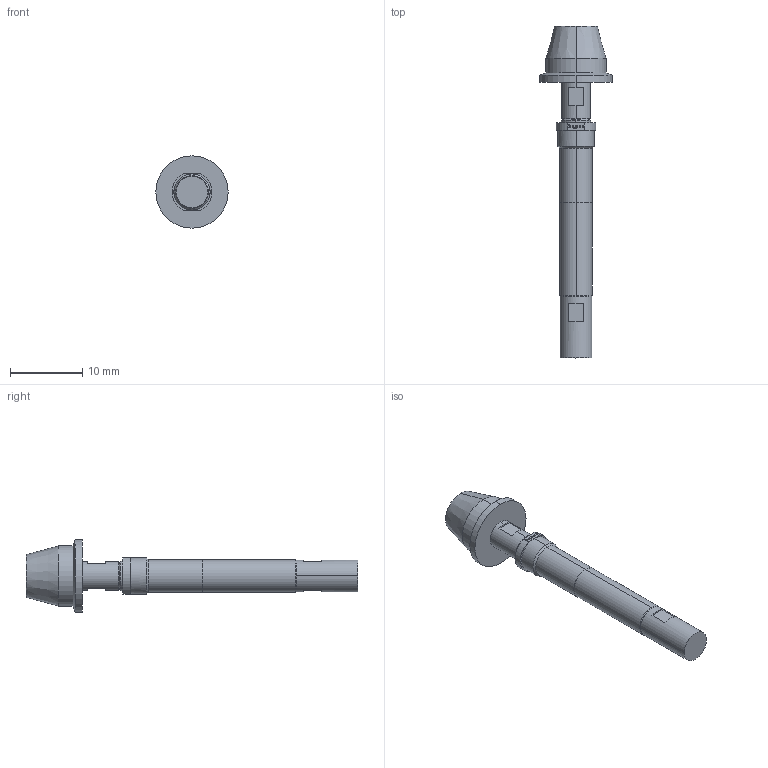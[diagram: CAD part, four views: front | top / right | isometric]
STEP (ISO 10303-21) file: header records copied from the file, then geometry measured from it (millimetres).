
FILE_DESCRIPTION (( 'STEP AP203' ), '1' );
FILE_NAME ('INGUN_HFS-8x0_358_180_A_xx42_QS_M.STEP', '2022-04-26T12:35:26', ( 'ochi' ), ( '' ), 'SwSTEP 2.0', 'SolidWorks 2018', '' );
FILE_SCHEMA (( 'CONFIG_CONTROL_DESIGN' ));
Length unit declared in the file: millimetre
Products named in the file (1): INGUN_HFS-8x0_358_180_A_xx42_QS_M
Bounding box: 10 x 45.9 x 10 mm (x, y, z)
Volume: 877.1 mm3; surface area: 958.8 mm2
Topology: 1 solids, 1 shells, 140 faces, 338 edges, 215 vertices
Faces by surface type: plane 75, cylinder 49, cone 16
Entity records: 4155 total; most frequent: DIRECTION 736, CARTESIAN_POINT 711, ORIENTED_EDGE 672, EDGE_CURVE 336, AXIS2_PLACEMENT_3D 262, VERTEX_POINT 215, VECTOR 212, LINE 212
